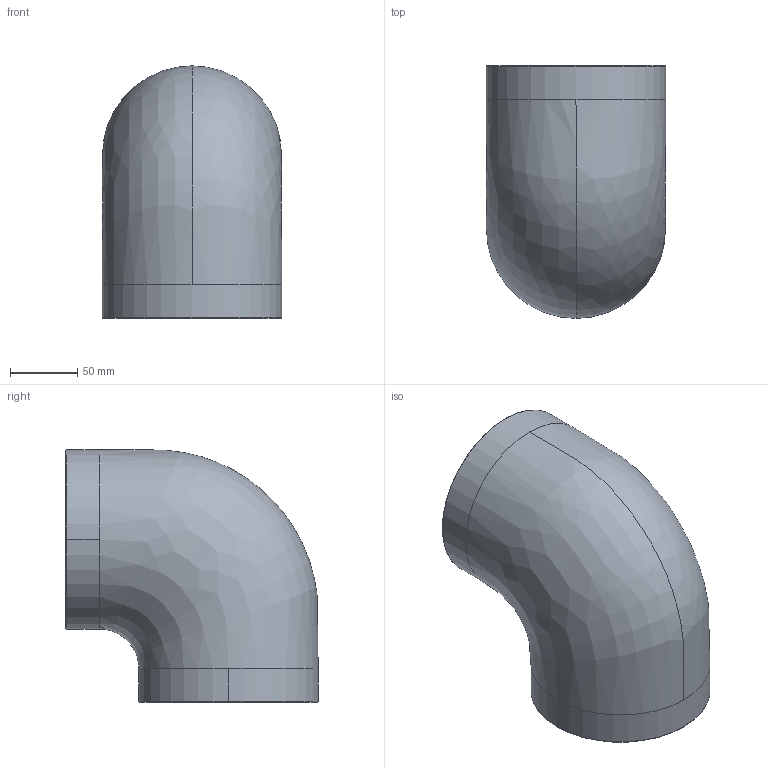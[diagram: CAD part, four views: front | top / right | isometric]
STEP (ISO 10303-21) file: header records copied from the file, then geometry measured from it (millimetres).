
FILE_DESCRIPTION(('STEP AP214'),'1');
FILE_NAME('gic110.stp','2018-05-15T07:38:13',('TraceParts'),('TraceParts S.A.'),'Spatial InterOp 3D',' ',' ');
FILE_SCHEMA(('automotive_design'));
Length unit declared in the file: millimetre
Products named in the file (1): gic110
Bounding box: 133.5 x 187.95 x 187.95 mm (x, y, z)
Volume: 1108883.2 mm3; surface area: 174288.9 mm2
Topology: 1 solids, 1 shells, 22 faces, 53 edges, 35 vertices
Faces by surface type: cylinder 8, bspline 6, torus 4, plane 4
Entity records: 2100 total; most frequent: CARTESIAN_POINT 1365, DIRECTION 122, ORIENTED_EDGE 106, AXIS2_PLACEMENT_3D 56, EDGE_CURVE 53, CIRCLE 39, VERTEX_POINT 35, EDGE_LOOP 26
